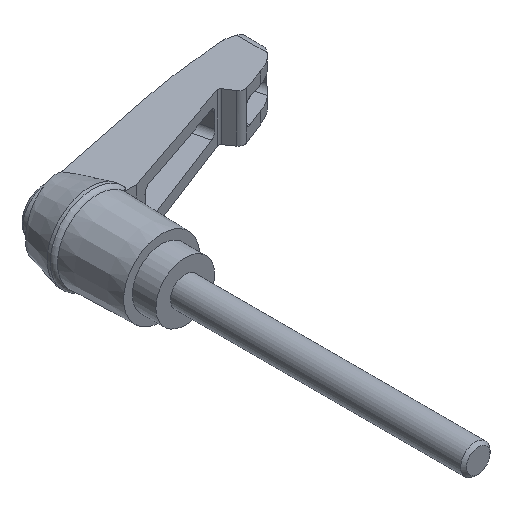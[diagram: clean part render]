
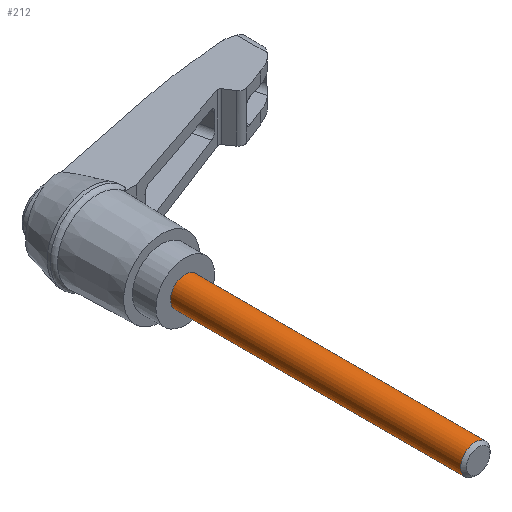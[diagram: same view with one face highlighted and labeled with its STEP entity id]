
A CAD part, isometric view. The second image highlights one B-rep face of the part: STEP entity #212.
In plain terms, the highlighted cylindrical face has radius 2.5 mm (diameter 5 mm), a full revolution.
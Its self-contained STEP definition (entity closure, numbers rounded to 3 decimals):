
#212 = ADVANCED_FACE( '', ( #457, #458 ), #459, .T. );
#457 = FACE_OUTER_BOUND( '', #728, .T. );
#458 = FACE_OUTER_BOUND( '', #729, .T. );
#459 = CYLINDRICAL_SURFACE( '', #730, 2.5 );
#728 = EDGE_LOOP( '', ( #1314 ) );
#729 = EDGE_LOOP( '', ( #1315 ) );
#730 = AXIS2_PLACEMENT_3D( '', #1316, #1317, #1318 );
#1314 = ORIENTED_EDGE( '', *, *, #1836, .F. );
#1315 = ORIENTED_EDGE( '', *, *, #1837, .T. );
#1316 = CARTESIAN_POINT( '', ( 0., -50., 0. ) );
#1317 = DIRECTION( '', ( 0., 1., 0. ) );
#1318 = DIRECTION( '', ( 0., 0., -1. ) );
#1836 = EDGE_CURVE( '', #2273, #2273, #2274, .T. );
#1837 = EDGE_CURVE( '', #2275, #2275, #2276, .F. );
#2273 = VERTEX_POINT( '', #2959 );
#2274 = CIRCLE( '', #2960, 2.5 );
#2275 = VERTEX_POINT( '', #2961 );
#2276 = CIRCLE( '', #2962, 2.5 );
#2959 = CARTESIAN_POINT( '', ( 0., -49.51, -2.5 ) );
#2960 = AXIS2_PLACEMENT_3D( '', #3357, #3358, #3359 );
#2961 = CARTESIAN_POINT( '', ( -2.5, 0., 0. ) );
#2962 = AXIS2_PLACEMENT_3D( '', #3360, #3361, #3362 );
#3357 = CARTESIAN_POINT( '', ( 0., -49.51, 0. ) );
#3358 = DIRECTION( '', ( 0., -1., 0. ) );
#3359 = DIRECTION( '', ( 0., 0., -1. ) );
#3360 = CARTESIAN_POINT( '', ( 0., 0., 0. ) );
#3361 = DIRECTION( '', ( 0., 1., 0. ) );
#3362 = DIRECTION( '', ( -1., 0., 0. ) );
